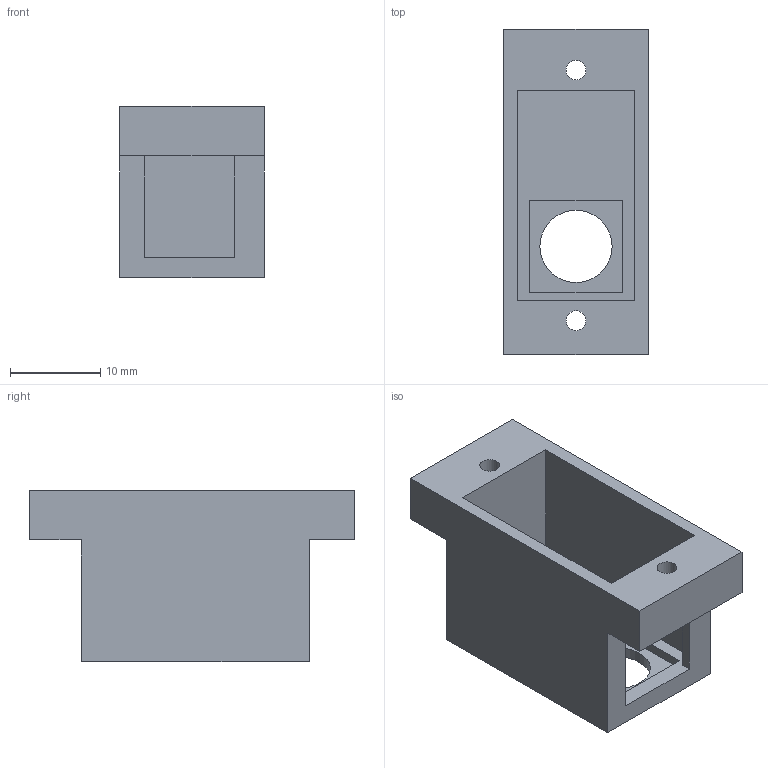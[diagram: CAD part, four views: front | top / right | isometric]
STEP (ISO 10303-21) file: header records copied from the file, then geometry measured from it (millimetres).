
FILE_DESCRIPTION(('FreeCAD Model'),'2;1');
FILE_NAME('soporte motor.step','2021-03-04T11:31:50',('Author'),(''), 'Open CASCADE STEP processor 7.3','FreeCAD','Unknown');
FILE_SCHEMA(('AUTOMOTIVE_DESIGN { 1 0 10303 214 1 1 1 1 }'));
Length unit declared in the file: millimetre
Products named in the file (1): soporte_motor_con_hueco_tapon
Bounding box: 16 x 36 x 19 mm (x, y, z)
Volume: 3238.1 mm3; surface area: 3902.1 mm2
Topology: 1 solids, 1 shells, 25 faces, 69 edges, 46 vertices
Faces by surface type: plane 22, cylinder 3
Full cylindrical faces by diameter (mm): 2.2 x2, 8 x1
Entity records: 1853 total; most frequent: CARTESIAN_POINT 361, DIRECTION 208, LINE 143, VECTOR 143, ORIENTED_EDGE 138, PCURVE 138, DEFINITIONAL_REPRESENTATION 138, EDGE_CURVE 69
